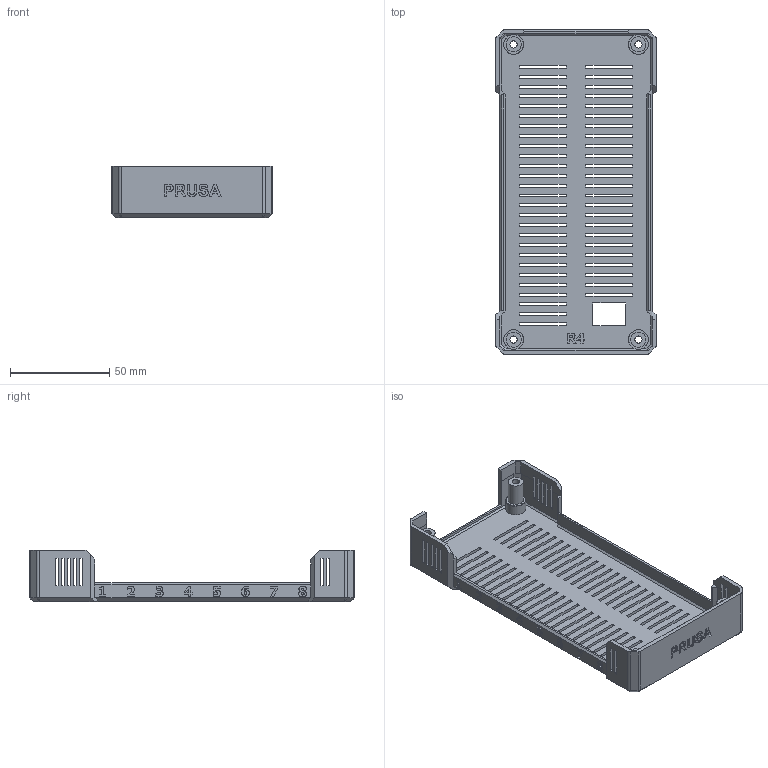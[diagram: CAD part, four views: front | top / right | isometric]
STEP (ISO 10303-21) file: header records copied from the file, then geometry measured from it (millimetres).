
FILE_DESCRIPTION(/* description */ ('9574'),/* implementation_level */ '2;1');
FILE_NAME(/* name */ 'bed-controller-case_R4.stp',/* time_stamp */ '2023-12-19T10:59:32+01:00',/* author */ ('Dominik Tebich'),/* organization */ (''),/* preprocessor_version */ 'ST-DEVELOPER v19.2',/* originating_system */ 'Autodesk Inventor 2023',/* authorisation */ '');
FILE_SCHEMA (('AUTOMOTIVE_DESIGN { 1 0 10303 214 3 1 1 }'));
Length unit declared in the file: millimetre
Products named in the file (1): bed-controller-case_E4
Bounding box: 81 x 164 x 26 mm (x, y, z)
Volume: 35646.5 mm3; surface area: 43657.9 mm2
Topology: 1 solids, 1 shells, 1049 faces, 2974 edges, 1944 vertices
Faces by surface type: plane 755, bspline 238, cylinder 36, cone 20
Full cylindrical faces by diameter (mm): 3.65 x4, 6 x4, 7.63 x4, 9.88 x4, 9.98 x4
Entity records: 34959 total; most frequent: CARTESIAN_POINT 9050, ORIENTED_EDGE 5916, DIRECTION 4250, EDGE_CURVE 2958, LINE 2338, VECTOR 2338, VERTEX_POINT 1944, EDGE_LOOP 1222
